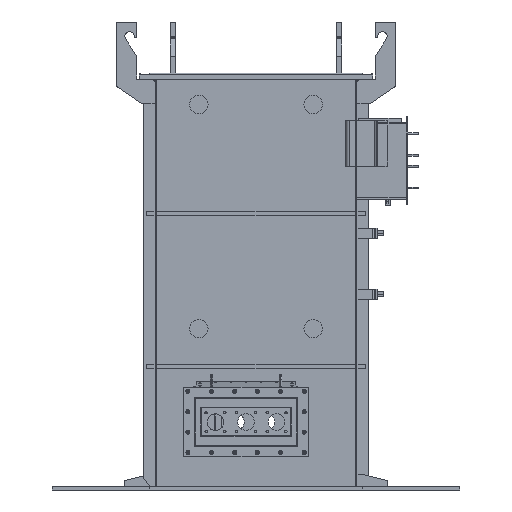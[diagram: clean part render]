
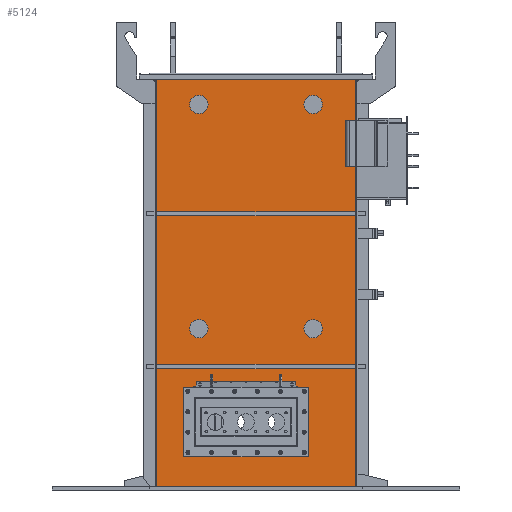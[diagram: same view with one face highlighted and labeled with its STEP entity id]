
A CAD part, left-side view. The second image highlights one B-rep face of the part: STEP entity #5124.
In plain terms, the highlighted planar face has unit normal (-1, 0, 0).
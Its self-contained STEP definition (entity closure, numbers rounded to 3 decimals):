
#4959=CARTESIAN_POINT('Vertex',(20.,1235.,1891.)) ;
#4973=CARTESIAN_POINT('Vertex',(20.,1325.,1891.)) ;
#4976=CARTESIAN_POINT('Axis2P3D Location',(20.,1280.,1891.)) ;
#4988=CARTESIAN_POINT('Axis2P3D Location',(20.,1487.5,16.)) ;
#4993=CARTESIAN_POINT('Line Origine',(20.,1000.,16.)) ;
#4997=CARTESIAN_POINT('Vertex',(20.,1487.5,16.)) ;
#4999=CARTESIAN_POINT('Vertex',(20.,512.5,16.)) ;
#5002=CARTESIAN_POINT('Line Origine',(20.,512.5,1028.5)) ;
#5006=CARTESIAN_POINT('Vertex',(20.,512.5,2041.)) ;
#5009=CARTESIAN_POINT('Line Origine',(20.,1000.,2041.)) ;
#5013=CARTESIAN_POINT('Vertex',(20.,1487.5,2041.)) ;
#5016=CARTESIAN_POINT('Line Origine',(20.,1487.5,1028.5)) ;
#5027=CARTESIAN_POINT('Axis2P3D Location',(20.,1280.,1891.)) ;
#5036=CARTESIAN_POINT('Line Origine',(20.,1050.,508.)) ;
#5040=CARTESIAN_POINT('Vertex',(20.,794.,508.)) ;
#5042=CARTESIAN_POINT('Vertex',(20.,1306.,508.)) ;
#5045=CARTESIAN_POINT('Line Origine',(20.,794.,361.)) ;
#5049=CARTESIAN_POINT('Vertex',(20.,794.,214.)) ;
#5052=CARTESIAN_POINT('Line Origine',(20.,1050.,214.)) ;
#5056=CARTESIAN_POINT('Vertex',(20.,1306.,214.)) ;
#5059=CARTESIAN_POINT('Line Origine',(20.,1306.,361.)) ;
#5070=CARTESIAN_POINT('Axis2P3D Location',(20.,720.,1891.)) ;
#5074=CARTESIAN_POINT('Vertex',(20.,765.,1891.)) ;
#5076=CARTESIAN_POINT('Vertex',(20.,675.,1891.)) ;
#5079=CARTESIAN_POINT('Axis2P3D Location',(20.,720.,1891.)) ;
#5088=CARTESIAN_POINT('Axis2P3D Location',(20.,1280.,791.)) ;
#5092=CARTESIAN_POINT('Vertex',(20.,1325.,791.)) ;
#5094=CARTESIAN_POINT('Vertex',(20.,1235.,791.)) ;
#5097=CARTESIAN_POINT('Axis2P3D Location',(20.,1280.,791.)) ;
#5106=CARTESIAN_POINT('Axis2P3D Location',(20.,720.,791.)) ;
#5110=CARTESIAN_POINT('Vertex',(20.,765.,791.)) ;
#5112=CARTESIAN_POINT('Vertex',(20.,675.,791.)) ;
#5115=CARTESIAN_POINT('Axis2P3D Location',(20.,720.,791.)) ;
#4977=DIRECTION('Axis2P3D Direction',(1.,0.,-0.)) ;
#4989=DIRECTION('Axis2P3D Direction',(-1.,0.,0.)) ;
#4990=DIRECTION('Axis2P3D XDirection',(-0.,-1.,-0.)) ;
#4994=DIRECTION('Vector Direction',(0.,-1.,0.)) ;
#5003=DIRECTION('Vector Direction',(0.,0.,1.)) ;
#5010=DIRECTION('Vector Direction',(0.,1.,0.)) ;
#5017=DIRECTION('Vector Direction',(0.,0.,-1.)) ;
#5028=DIRECTION('Axis2P3D Direction',(-1.,0.,0.)) ;
#5037=DIRECTION('Vector Direction',(0.,-1.,0.)) ;
#5046=DIRECTION('Vector Direction',(0.,0.,1.)) ;
#5053=DIRECTION('Vector Direction',(0.,1.,0.)) ;
#5060=DIRECTION('Vector Direction',(0.,0.,-1.)) ;
#5071=DIRECTION('Axis2P3D Direction',(-1.,0.,0.)) ;
#5080=DIRECTION('Axis2P3D Direction',(-1.,0.,0.)) ;
#5089=DIRECTION('Axis2P3D Direction',(-1.,0.,0.)) ;
#5098=DIRECTION('Axis2P3D Direction',(-1.,0.,0.)) ;
#5107=DIRECTION('Axis2P3D Direction',(-1.,0.,0.)) ;
#5116=DIRECTION('Axis2P3D Direction',(-1.,0.,0.)) ;
#4978=AXIS2_PLACEMENT_3D('Circle Axis2P3D',#4976,#4977,$) ;
#4991=AXIS2_PLACEMENT_3D('Plane Axis2P3D',#4988,#4989,#4990) ;
#5029=AXIS2_PLACEMENT_3D('Circle Axis2P3D',#5027,#5028,$) ;
#5072=AXIS2_PLACEMENT_3D('Circle Axis2P3D',#5070,#5071,$) ;
#5081=AXIS2_PLACEMENT_3D('Circle Axis2P3D',#5079,#5080,$) ;
#5090=AXIS2_PLACEMENT_3D('Circle Axis2P3D',#5088,#5089,$) ;
#5099=AXIS2_PLACEMENT_3D('Circle Axis2P3D',#5097,#5098,$) ;
#5108=AXIS2_PLACEMENT_3D('Circle Axis2P3D',#5106,#5107,$) ;
#5117=AXIS2_PLACEMENT_3D('Circle Axis2P3D',#5115,#5116,$) ;
#5022=ORIENTED_EDGE('',*,*,#5001,.T.) ;
#5023=ORIENTED_EDGE('',*,*,#5008,.T.) ;
#5024=ORIENTED_EDGE('',*,*,#5015,.T.) ;
#5025=ORIENTED_EDGE('',*,*,#5020,.T.) ;
#5033=ORIENTED_EDGE('',*,*,#5031,.F.) ;
#5034=ORIENTED_EDGE('',*,*,#4980,.F.) ;
#5065=ORIENTED_EDGE('',*,*,#5044,.F.) ;
#5066=ORIENTED_EDGE('',*,*,#5051,.F.) ;
#5067=ORIENTED_EDGE('',*,*,#5058,.F.) ;
#5068=ORIENTED_EDGE('',*,*,#5063,.F.) ;
#5085=ORIENTED_EDGE('',*,*,#5078,.F.) ;
#5086=ORIENTED_EDGE('',*,*,#5083,.F.) ;
#5103=ORIENTED_EDGE('',*,*,#5096,.F.) ;
#5104=ORIENTED_EDGE('',*,*,#5101,.F.) ;
#5121=ORIENTED_EDGE('',*,*,#5114,.F.) ;
#5122=ORIENTED_EDGE('',*,*,#5119,.F.) ;
#5035=FACE_BOUND('',#5032,.T.) ;
#5069=FACE_BOUND('',#5064,.T.) ;
#5087=FACE_BOUND('',#5084,.T.) ;
#5105=FACE_BOUND('',#5102,.T.) ;
#5123=FACE_BOUND('',#5120,.T.) ;
#4995=VECTOR('Line Direction',#4994,1.) ;
#5004=VECTOR('Line Direction',#5003,1.) ;
#5011=VECTOR('Line Direction',#5010,1.) ;
#5018=VECTOR('Line Direction',#5017,1.) ;
#5038=VECTOR('Line Direction',#5037,1.) ;
#5047=VECTOR('Line Direction',#5046,1.) ;
#5054=VECTOR('Line Direction',#5053,1.) ;
#5061=VECTOR('Line Direction',#5060,1.) ;
#5124=ADVANCED_FACE('\X2\96F64EF651E04F554F53\X0\',(#5026,#5035,#5069,#5087,#5105,#5123),#4992,.T.) ;
#4979=CIRCLE('generated circle',#4978,45.) ;
#5030=CIRCLE('generated circle',#5029,45.) ;
#5073=CIRCLE('generated circle',#5072,45.) ;
#5082=CIRCLE('generated circle',#5081,45.) ;
#5091=CIRCLE('generated circle',#5090,45.) ;
#5100=CIRCLE('generated circle',#5099,45.) ;
#5109=CIRCLE('generated circle',#5108,45.) ;
#5118=CIRCLE('generated circle',#5117,45.) ;
#4980=EDGE_CURVE('',#4974,#4960,#4979,.F.) ;
#5001=EDGE_CURVE('',#4998,#5000,#4996,.T.) ;
#5008=EDGE_CURVE('',#5000,#5007,#5005,.T.) ;
#5015=EDGE_CURVE('',#5007,#5014,#5012,.T.) ;
#5020=EDGE_CURVE('',#5014,#4998,#5019,.T.) ;
#5031=EDGE_CURVE('',#4960,#4974,#5030,.T.) ;
#5044=EDGE_CURVE('',#5041,#5043,#5039,.F.) ;
#5051=EDGE_CURVE('',#5050,#5041,#5048,.T.) ;
#5058=EDGE_CURVE('',#5057,#5050,#5055,.F.) ;
#5063=EDGE_CURVE('',#5043,#5057,#5062,.T.) ;
#5078=EDGE_CURVE('',#5075,#5077,#5073,.T.) ;
#5083=EDGE_CURVE('',#5077,#5075,#5082,.T.) ;
#5096=EDGE_CURVE('',#5093,#5095,#5091,.T.) ;
#5101=EDGE_CURVE('',#5095,#5093,#5100,.T.) ;
#5114=EDGE_CURVE('',#5111,#5113,#5109,.T.) ;
#5119=EDGE_CURVE('',#5113,#5111,#5118,.T.) ;
#5021=EDGE_LOOP('',(#5022,#5023,#5024,#5025)) ;
#5032=EDGE_LOOP('',(#5033,#5034)) ;
#5064=EDGE_LOOP('',(#5065,#5066,#5067,#5068)) ;
#5084=EDGE_LOOP('',(#5085,#5086)) ;
#5102=EDGE_LOOP('',(#5103,#5104)) ;
#5120=EDGE_LOOP('',(#5121,#5122)) ;
#5026=FACE_OUTER_BOUND('',#5021,.T.) ;
#4996=LINE('Line',#4993,#4995) ;
#5005=LINE('Line',#5002,#5004) ;
#5012=LINE('Line',#5009,#5011) ;
#5019=LINE('Line',#5016,#5018) ;
#5039=LINE('Line',#5036,#5038) ;
#5048=LINE('Line',#5045,#5047) ;
#5055=LINE('Line',#5052,#5054) ;
#5062=LINE('Line',#5059,#5061) ;
#4992=PLANE('',#4991) ;
#4960=VERTEX_POINT('',#4959) ;
#4974=VERTEX_POINT('',#4973) ;
#4998=VERTEX_POINT('',#4997) ;
#5000=VERTEX_POINT('',#4999) ;
#5007=VERTEX_POINT('',#5006) ;
#5014=VERTEX_POINT('',#5013) ;
#5041=VERTEX_POINT('',#5040) ;
#5043=VERTEX_POINT('',#5042) ;
#5050=VERTEX_POINT('',#5049) ;
#5057=VERTEX_POINT('',#5056) ;
#5075=VERTEX_POINT('',#5074) ;
#5077=VERTEX_POINT('',#5076) ;
#5093=VERTEX_POINT('',#5092) ;
#5095=VERTEX_POINT('',#5094) ;
#5111=VERTEX_POINT('',#5110) ;
#5113=VERTEX_POINT('',#5112) ;
